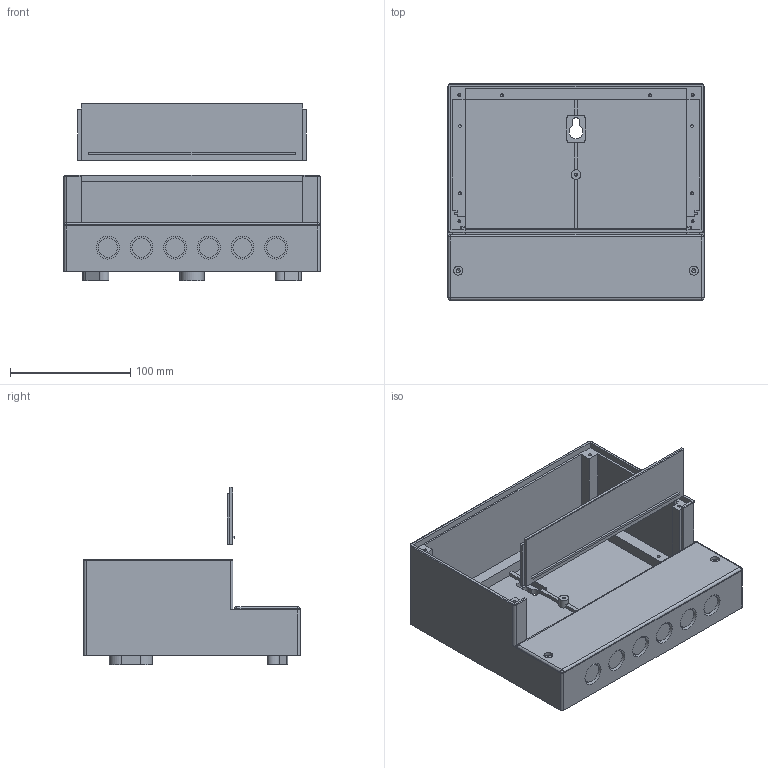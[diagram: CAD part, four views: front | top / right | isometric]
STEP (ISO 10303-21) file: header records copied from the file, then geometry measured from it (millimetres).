
FILE_DESCRIPTION((''),'2;1');
FILE_NAME('mbr 20.stp','2008-05-07T10:00:08',('heino.otto'),(''),'Autodesk Inventor 10','Autodesk Inventor 10','');
FILE_SCHEMA(('AUTOMOTIVE_DESIGN { 1 0 10303 214 1 1 1 1 }'));
Length unit declared in the file: millimetre
Products named in the file (4): mbr 20; Unterteil MBR 20; Unterdweckel MBR 20; Seiteneinstecker MBR 20
Assembly tree (3 placements, depth 2):
  mbr 20
    Unterteil MBR 20
    Unterdweckel MBR 20
    Seiteneinstecker MBR 20
Bounding box: 213 x 180 x 147.5 mm (x, y, z)
Volume: 443698.1 mm3; surface area: 233520.7 mm2
Topology: 3 solids, 3 shells, 257 faces, 645 edges, 420 vertices
Faces by surface type: plane 156, cylinder 63, bspline 30, torus 4, sphere 4
Full cylindrical faces by diameter (mm): 8 x1, 16 x11, 19 x11
Entity records: 7602 total; most frequent: CARTESIAN_POINT 1720, DIRECTION 1192, ORIENTED_EDGE 1114, EDGE_CURVE 557, AXIS2_PLACEMENT_3D 401, VECTOR 390, LINE 390, VERTEX_POINT 389
